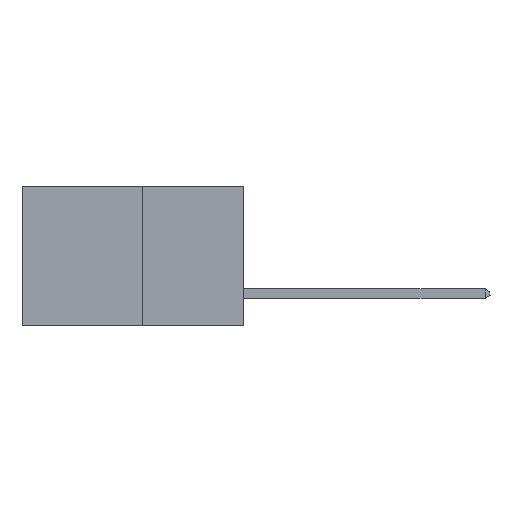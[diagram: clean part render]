
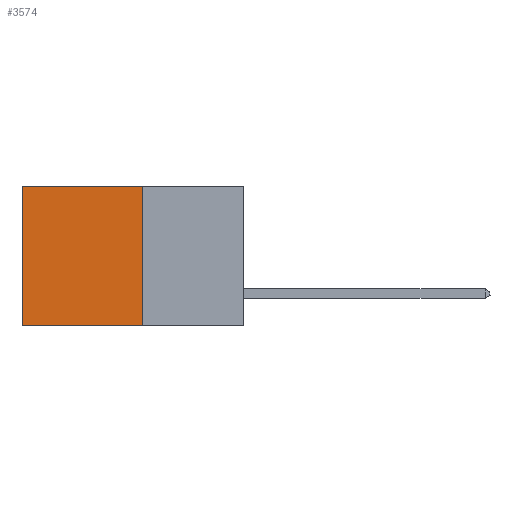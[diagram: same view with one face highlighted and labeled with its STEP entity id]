
A CAD part, left-side view. The second image highlights one B-rep face of the part: STEP entity #3574.
In plain terms, the highlighted planar face has unit normal (-1, 0, 0).
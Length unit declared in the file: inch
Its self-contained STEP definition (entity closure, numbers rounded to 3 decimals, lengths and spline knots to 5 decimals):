
#285 = CARTESIAN_POINT ( 'NONE',  ( 0.277, 0.59, -0.37 ) ) ;
#294 = ORIENTED_EDGE ( 'NONE', *, *, #3825, .F. ) ;
#1422 = LINE ( 'NONE', #11099, #3926 ) ;
#1618 = CARTESIAN_POINT ( 'NONE',  ( 0.277, 0.27, -0.37 ) ) ;
#1646 = LINE ( 'NONE', #6600, #6355 ) ;
#1789 = DIRECTION ( 'NONE',  ( 0., 0., -1. ) ) ;
#2066 = LINE ( 'NONE', #9859, #11710 ) ;
#3112 = VERTEX_POINT ( 'NONE', #5343 ) ;
#3494 = AXIS2_PLACEMENT_3D ( 'NONE', #7664, #10413, #4219 ) ;
#3574 = ADVANCED_FACE ( 'NONE', ( #11492 ), #4605, .F. ) ;
#3825 = EDGE_CURVE ( 'NONE', #3112, #4332, #1646, .T. ) ;
#3926 = VECTOR ( 'NONE', #8305, 39.37008 ) ;
#4219 = DIRECTION ( 'NONE',  ( 0., 0., -1. ) ) ;
#4332 = VERTEX_POINT ( 'NONE', #1618 ) ;
#4393 = EDGE_CURVE ( 'NONE', #11889, #9799, #7989, .T. ) ;
#4605 = PLANE ( 'NONE',  #3494 ) ;
#5343 = CARTESIAN_POINT ( 'NONE',  ( 0.277, 0.27, 0. ) ) ;
#5348 = CARTESIAN_POINT ( 'NONE',  ( 0.277, 0.59, 0. ) ) ;
#5778 = EDGE_LOOP ( 'NONE', ( #8016, #10528, #294, #8315 ) ) ;
#6332 = EDGE_CURVE ( 'NONE', #4332, #9799, #2066, .T. ) ;
#6355 = VECTOR ( 'NONE', #1789, 39.37008 ) ;
#6600 = CARTESIAN_POINT ( 'NONE',  ( 0.277, 0.27, -0.37 ) ) ;
#7285 = DIRECTION ( 'NONE',  ( 0., 0., -1. ) ) ;
#7664 = CARTESIAN_POINT ( 'NONE',  ( 0.277, 0.27, -0.37 ) ) ;
#7705 = VECTOR ( 'NONE', #7285, 39.37008 ) ;
#7989 = LINE ( 'NONE', #12174, #7705 ) ;
#8016 = ORIENTED_EDGE ( 'NONE', *, *, #4393, .T. ) ;
#8305 = DIRECTION ( 'NONE',  ( 0., 1., 0. ) ) ;
#8315 = ORIENTED_EDGE ( 'NONE', *, *, #11521, .T. ) ;
#9799 = VERTEX_POINT ( 'NONE', #285 ) ;
#9847 = DIRECTION ( 'NONE',  ( 0., 1., 0. ) ) ;
#9859 = CARTESIAN_POINT ( 'NONE',  ( 0.277, 0.27, -0.37 ) ) ;
#10413 = DIRECTION ( 'NONE',  ( 1., 0., 0. ) ) ;
#10528 = ORIENTED_EDGE ( 'NONE', *, *, #6332, .F. ) ;
#11099 = CARTESIAN_POINT ( 'NONE',  ( 0.277, 0.27, 0. ) ) ;
#11492 = FACE_OUTER_BOUND ( 'NONE', #5778, .T. ) ;
#11521 = EDGE_CURVE ( 'NONE', #3112, #11889, #1422, .T. ) ;
#11710 = VECTOR ( 'NONE', #9847, 39.37008 ) ;
#11889 = VERTEX_POINT ( 'NONE', #5348 ) ;
#12174 = CARTESIAN_POINT ( 'NONE',  ( 0.277, 0.59, -0.37 ) ) ;
